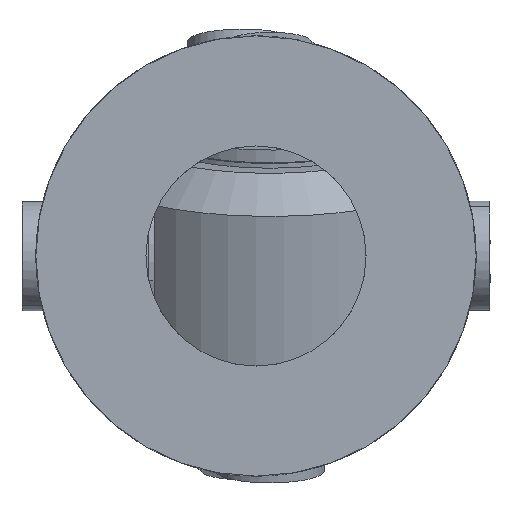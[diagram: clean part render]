
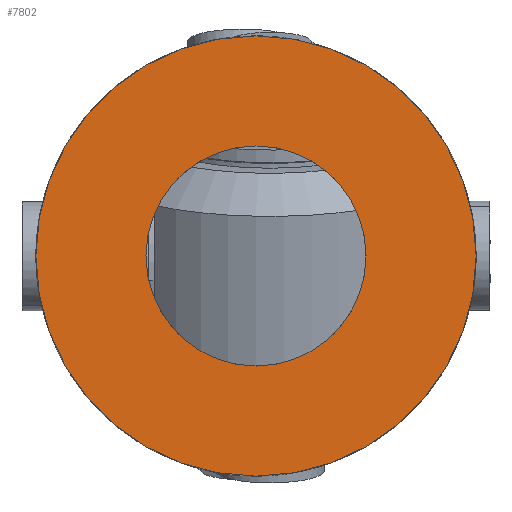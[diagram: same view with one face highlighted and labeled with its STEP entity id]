
A CAD part, left-side view. The second image highlights one B-rep face of the part: STEP entity #7802.
In plain terms, the highlighted face is planar.
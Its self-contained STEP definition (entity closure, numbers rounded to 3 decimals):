
#912=PLANE('',#13489);
#2837=VERTEX_POINT('',#12001);
#2869=VERTEX_POINT('',#12358);
#3239=CIRCLE('',#13467,0.4);
#3245=CIRCLE('',#13488,0.8);
#4184=EDGE_CURVE('',#2837,#2837,#3239,.T.);
#4230=EDGE_CURVE('',#2869,#2869,#3245,.T.);
#6232=ORIENTED_EDGE('',*,*,#4184,.T.);
#6233=ORIENTED_EDGE('',*,*,#4230,.F.);
#6830=EDGE_LOOP('',(#6232));
#6831=EDGE_LOOP('',(#6233));
#7360=FACE_BOUND('',#6830,.T.);
#7361=FACE_BOUND('',#6831,.T.);
#7802=ADVANCED_FACE('',(#7360,#7361),#912,.T.);
#9621=DIRECTION('',(0.,0.,-1.));
#9622=DIRECTION('',(0.4,0.,0.));
#9675=DIRECTION('',(0.,0.,-1.));
#9676=DIRECTION('',(0.8,0.,0.));
#9677=DIRECTION('',(0.,0.,1.));
#12000=CARTESIAN_POINT('',(0.,0.,2.));
#12001=CARTESIAN_POINT('',(-0.4,0.,2.));
#12357=CARTESIAN_POINT('',(0.,0.,2.));
#12358=CARTESIAN_POINT('',(0.8,0.,2.));
#12359=CARTESIAN_POINT('',(0.,0.,2.));
#13467=AXIS2_PLACEMENT_3D('',#12000,#9621,#9622);
#13488=AXIS2_PLACEMENT_3D('',#12357,#9675,#9676);
#13489=AXIS2_PLACEMENT_3D('',#12359,#9677,$);
